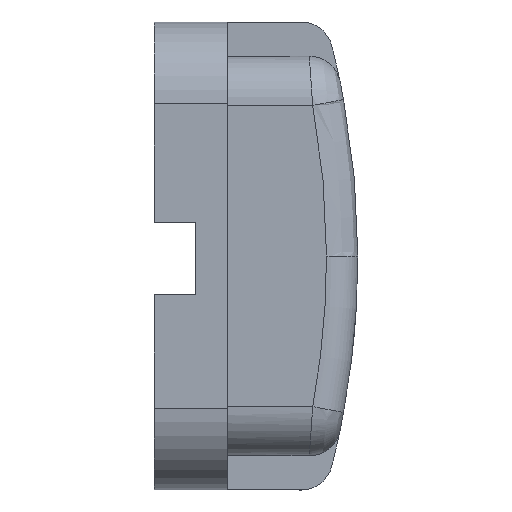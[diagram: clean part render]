
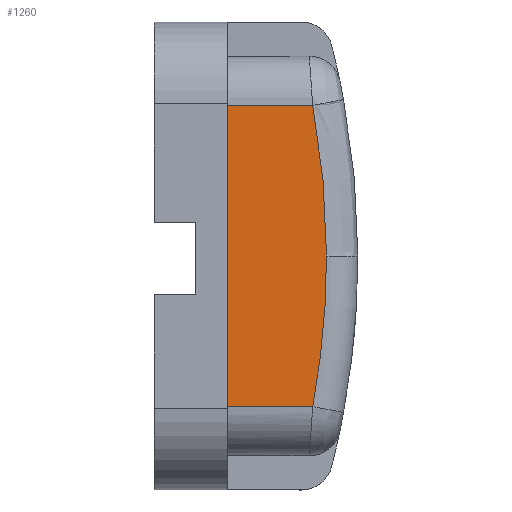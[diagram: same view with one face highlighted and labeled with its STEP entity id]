
A CAD part, left-side view. The second image highlights one B-rep face of the part: STEP entity #1260.
In plain terms, the highlighted planar face has unit normal (-1, 0, 0).
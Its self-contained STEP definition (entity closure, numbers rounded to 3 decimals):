
#670=CARTESIAN_POINT('',(63.556,-13.201,0.));
#680=DIRECTION('',(-1.,0.,0.));
#690=DIRECTION('',(0.,1.,0.));
#700=AXIS2_PLACEMENT_3D('',#670,#680,#690);
#710=PLANE('',#700);
#720=CARTESIAN_POINT('',(63.556,-20.775,
17.377));
#730=CARTESIAN_POINT('',(63.556,-21.009,
16.339));
#740=CARTESIAN_POINT('',(63.556,-21.221,
15.296));
#750=CARTESIAN_POINT('',(63.556,-21.627,
13.078));
#760=CARTESIAN_POINT('',(63.556,-21.814,
11.902));
#770=CARTESIAN_POINT('',(63.556,-22.136,
9.543));
#780=CARTESIAN_POINT('',(63.556,-22.27,
8.36));
#790=CARTESIAN_POINT('',(63.556,-22.485,
5.989));
#800=CARTESIAN_POINT('',(63.556,-22.566,
4.801));
#810=CARTESIAN_POINT('',(63.556,-22.668,
2.555));
#820=CARTESIAN_POINT('',(63.556,-22.694,
1.497));
#830=CARTESIAN_POINT('',(63.556,-22.7,
0.299));
#840=CARTESIAN_POINT('',(63.556,-22.701,
0.16));
#850=CARTESIAN_POINT('',(63.556,-22.701,
0.02));
#860=B_SPLINE_CURVE_WITH_KNOTS('',3,(#720,#730,#740,#750,#760,#770,#780,
#790,#800,#810,#820,#830,#840,#850),.UNSPECIFIED.,.F.,.F.,(4,2,2,2,2,2,4
),(487.923,491.177,494.815,498.453,
502.092,505.327,505.752),.UNSPECIFIED.);
#870=CARTESIAN_POINT('',(63.556,-21.378,
14.439));
#880=VERTEX_POINT('',#870);
#890=CARTESIAN_POINT('',(63.556,-22.701,
0.02));
#900=VERTEX_POINT('',#890);
#910=EDGE_CURVE('',#880,#900,#860,.T.);
#920=ORIENTED_EDGE('',*,*,#910,.F.);
#930=CARTESIAN_POINT('',(63.556,56.299,
0.));
#940=DIRECTION('',(1.,0.,0.));
#950=DIRECTION('',(0.,-1.,0.));
#960=AXIS2_PLACEMENT_3D('',#930,#940,#950);
#970=CIRCLE('',#960,79.);
#980=CARTESIAN_POINT('',(63.556,-21.378,
-14.396));
#990=VERTEX_POINT('',#980);
#1000=EDGE_CURVE('',#900,#990,#970,.T.);
#1010=ORIENTED_EDGE('',*,*,#1000,.F.);
#1020=CARTESIAN_POINT('',(63.556,0.,-14.396));
#1030=DIRECTION('',(0.,1.,0.));
#1040=VECTOR('',#1030,1.);
#1050=LINE('',#1020,#1040);
#1060=CARTESIAN_POINT('',(63.556,-13.201,-14.396)
);
#1070=VERTEX_POINT('',#1060);
#1080=EDGE_CURVE('',#990,#1070,#1050,.T.);
#1090=ORIENTED_EDGE('',*,*,#1080,.F.);
#1100=CARTESIAN_POINT('',(63.556,-13.201,0.));
#1110=DIRECTION('',(0.,0.,1.));
#1120=VECTOR('',#1110,1.);
#1130=LINE('',#1100,#1120);
#1140=CARTESIAN_POINT('',(63.556,-13.201,14.439));
#1150=VERTEX_POINT('',#1140);
#1160=EDGE_CURVE('',#1070,#1150,#1130,.T.);
#1170=ORIENTED_EDGE('',*,*,#1160,.F.);
#1180=CARTESIAN_POINT('',(63.556,0.,14.439));
#1190=DIRECTION('',(0.,-1.,0.));
#1200=VECTOR('',#1190,1.);
#1210=LINE('',#1180,#1200);
#1220=EDGE_CURVE('',#1150,#880,#1210,.T.);
#1230=ORIENTED_EDGE('',*,*,#1220,.F.);
#1240=EDGE_LOOP('',(#1230,#1170,#1090,#1010,#920));
#1250=FACE_OUTER_BOUND('',#1240,.T.);
#1260=ADVANCED_FACE('',(#1250),#710,.T.);
